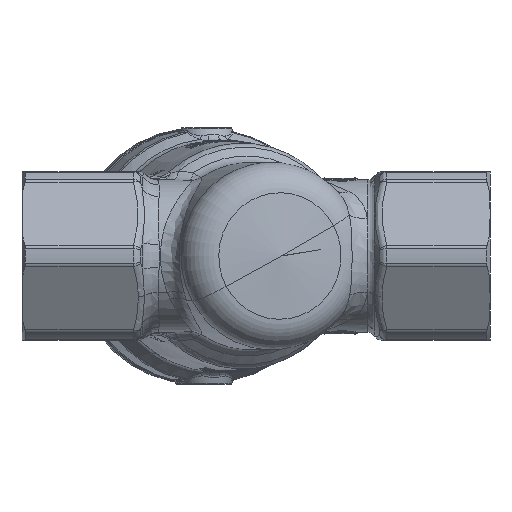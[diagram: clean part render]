
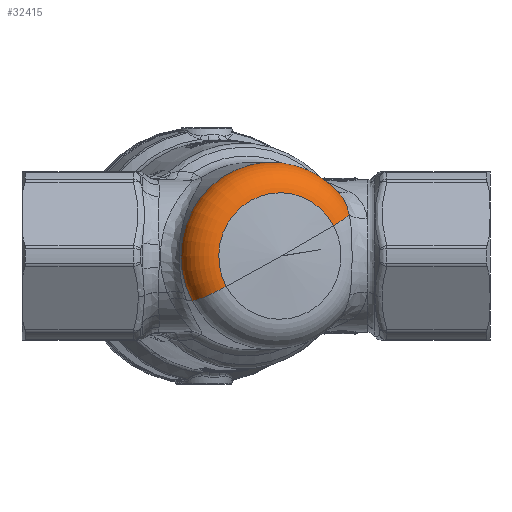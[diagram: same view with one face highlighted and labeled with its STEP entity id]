
A CAD part, front view. The second image highlights one B-rep face of the part: STEP entity #32415.
In plain terms, the highlighted toroidal (fillet/blend) face has major radius 10.9 mm and minor radius 6 mm.
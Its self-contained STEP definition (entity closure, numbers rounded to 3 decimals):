
#21859=CARTESIAN_POINT('Vertex',(47.501,-102.706,120.98)) ;
#21868=CARTESIAN_POINT('Vertex',(66.867,-97.517,131.932)) ;
#21871=CARTESIAN_POINT('Axis2P3D Location',(57.184,-100.112,126.456)) ;
#27916=CARTESIAN_POINT('Vertex',(41.311,-98.177,118.354)) ;
#32324=CARTESIAN_POINT('Axis2P3D Location',(55.637,-94.338,126.456)) ;
#32328=CARTESIAN_POINT('Vertex',(66.978,-91.299,138.612)) ;
#32383=CARTESIAN_POINT('Axis2P3D Location',(55.637,-94.338,126.456)) ;
#32388=CARTESIAN_POINT('Axis2P3D Location',(46.398,-96.814,121.23)) ;
#32393=CARTESIAN_POINT('Axis2P3D Location',(64.877,-91.862,131.682)) ;
#32397=CARTESIAN_POINT('Vertex',(69.72,-94.671,133.84)) ;
#32401=CARTESIAN_POINT('Control Point',(69.72,-94.671,133.84)) ;
#32402=CARTESIAN_POINT('Control Point',(69.451,-94.143,135.131)) ;
#32403=CARTESIAN_POINT('Control Point',(69.06,-93.485,136.282)) ;
#32404=CARTESIAN_POINT('Control Point',(68.511,-92.725,137.243)) ;
#32405=CARTESIAN_POINT('Control Point',(67.81,-91.975,138.005)) ;
#32406=CARTESIAN_POINT('Control Point',(66.978,-91.299,138.612)) ;
#21872=DIRECTION('Axis2P3D Direction',(-0.259,0.966,0.)) ;
#32325=DIRECTION('Axis2P3D Direction',(0.259,-0.966,0.)) ;
#32384=DIRECTION('Axis2P3D Direction',(-0.259,0.966,0.)) ;
#32385=DIRECTION('Axis2P3D XDirection',(-0.848,-0.227,-0.479)) ;
#32389=DIRECTION('Axis2P3D Direction',(0.463,0.124,-0.878)) ;
#32394=DIRECTION('Axis2P3D Direction',(-0.463,-0.124,0.878)) ;
#21873=AXIS2_PLACEMENT_3D('Circle Axis2P3D',#21871,#21872,$) ;
#32326=AXIS2_PLACEMENT_3D('Circle Axis2P3D',#32324,#32325,$) ;
#32386=AXIS2_PLACEMENT_3D('Torus Axis2P3D',#32383,#32384,#32385) ;
#32390=AXIS2_PLACEMENT_3D('Circle Axis2P3D',#32388,#32389,$) ;
#32395=AXIS2_PLACEMENT_3D('Circle Axis2P3D',#32393,#32394,$) ;
#21874=CIRCLE('generated circle',#21873,11.423) ;
#32327=CIRCLE('generated circle',#32326,16.9) ;
#32391=CIRCLE('generated circle',#32390,6.) ;
#32396=CIRCLE('generated circle',#32395,6.) ;
#32387=TOROIDAL_SURFACE('homeo Torus',#32386,10.9,6.) ;
#21875=EDGE_CURVE('',#21869,#21860,#21874,.F.) ;
#32330=EDGE_CURVE('',#32329,#27917,#32327,.T.) ;
#32392=EDGE_CURVE('',#21860,#27917,#32391,.T.) ;
#32399=EDGE_CURVE('',#21869,#32398,#32396,.T.) ;
#32407=EDGE_CURVE('',#32329,#32398,#32400,.F.) ;
#32409=ORIENTED_EDGE('',*,*,#32330,.T.) ;
#32410=ORIENTED_EDGE('',*,*,#32392,.F.) ;
#32411=ORIENTED_EDGE('',*,*,#21875,.F.) ;
#32412=ORIENTED_EDGE('',*,*,#32399,.T.) ;
#32413=ORIENTED_EDGE('',*,*,#32407,.F.) ;
#32408=EDGE_LOOP('',(#32409,#32410,#32411,#32412,#32413)) ;
#21860=VERTEX_POINT('',#21859) ;
#21869=VERTEX_POINT('',#21868) ;
#27917=VERTEX_POINT('',#27916) ;
#32329=VERTEX_POINT('',#32328) ;
#32398=VERTEX_POINT('',#32397) ;
#32415=ADVANCED_FACE('PartBody',(#32414),#32387,.T.) ;
#32400=B_SPLINE_CURVE_WITH_KNOTS('',5,(#32401,#32402,#32403,#32404,#32405,#32406),.UNSPECIFIED.,.F.,.U.,(6,6),(30.128,39.528),.UNSPECIFIED.) ;
#32414=FACE_OUTER_BOUND('',#32408,.T.) ;
